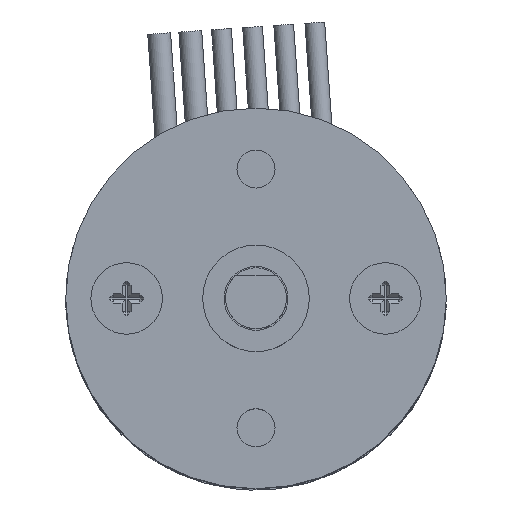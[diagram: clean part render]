
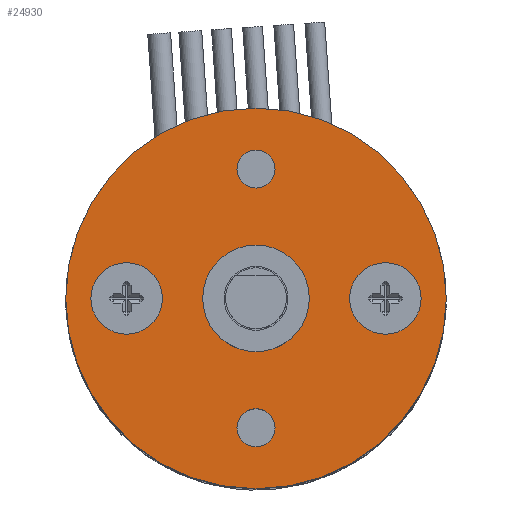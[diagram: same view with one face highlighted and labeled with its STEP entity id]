
A CAD part, top view. The second image highlights one B-rep face of the part: STEP entity #24930.
In plain terms, the highlighted planar face has unit normal (0, 0, 1).
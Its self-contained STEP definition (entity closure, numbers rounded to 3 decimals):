
#623 = CARTESIAN_POINT ( 'NONE',  ( -3.5, 0., 0. ) ) ;
#1642 = FACE_OUTER_BOUND ( 'NONE', #13745, .T. ) ;
#2097 = EDGE_CURVE ( 'NONE', #18299, #18299, #32978, .T. ) ;
#2190 = DIRECTION ( 'NONE',  ( 1., 0., 0. ) ) ;
#2945 = CARTESIAN_POINT ( 'NONE',  ( 1.25, 8.5, 0. ) ) ;
#3296 = CARTESIAN_POINT ( 'NONE',  ( 1.25, -8.5, 0. ) ) ;
#4029 = AXIS2_PLACEMENT_3D ( 'NONE', #30926, #15124, #33610 ) ;
#5144 = CARTESIAN_POINT ( 'NONE',  ( 0., -8.5, 0. ) ) ;
#5444 = AXIS2_PLACEMENT_3D ( 'NONE', #12755, #23729, #7843 ) ;
#5626 = DIRECTION ( 'NONE',  ( 0., 0., 1. ) ) ;
#5674 = CARTESIAN_POINT ( 'NONE',  ( 10.85, 0., 0. ) ) ;
#5879 = ORIENTED_EDGE ( 'NONE', *, *, #6054, .F. ) ;
#6054 = EDGE_CURVE ( 'NONE', #17096, #17096, #7181, .T. ) ;
#6575 = ORIENTED_EDGE ( 'NONE', *, *, #14073, .F. ) ;
#7181 = CIRCLE ( 'NONE', #9401, 3.5 ) ;
#7843 = DIRECTION ( 'NONE',  ( -1., 0., 0. ) ) ;
#7867 = EDGE_LOOP ( 'NONE', ( #29092 ) ) ;
#7934 = FACE_BOUND ( 'NONE', #30355, .T. ) ;
#8111 = AXIS2_PLACEMENT_3D ( 'NONE', #12967, #26412, #34310 ) ;
#8338 = EDGE_CURVE ( 'NONE', #12947, #12947, #27720, .T. ) ;
#8762 = FACE_BOUND ( 'NONE', #27467, .T. ) ;
#9401 = AXIS2_PLACEMENT_3D ( 'NONE', #25656, #27885, #20299 ) ;
#10366 = CIRCLE ( 'NONE', #8111, 1.25 ) ;
#11977 = AXIS2_PLACEMENT_3D ( 'NONE', #5144, #18109, #2190 ) ;
#12402 = CIRCLE ( 'NONE', #4029, 12.5 ) ;
#12755 = CARTESIAN_POINT ( 'NONE',  ( -8.5, 0., 0. ) ) ;
#12899 = AXIS2_PLACEMENT_3D ( 'NONE', #22297, #14069, #32705 ) ;
#12947 = VERTEX_POINT ( 'NONE', #5674 ) ;
#12967 = CARTESIAN_POINT ( 'NONE',  ( 0., 8.5, 0. ) ) ;
#13730 = AXIS2_PLACEMENT_3D ( 'NONE', #32132, #5626, #23845 ) ;
#13745 = EDGE_LOOP ( 'NONE', ( #6575 ) ) ;
#13779 = FACE_BOUND ( 'NONE', #24579, .T. ) ;
#14069 = DIRECTION ( 'NONE',  ( 0., 0., -1. ) ) ;
#14073 = EDGE_CURVE ( 'NONE', #32925, #32925, #12402, .T. ) ;
#14483 = EDGE_LOOP ( 'NONE', ( #30068 ) ) ;
#14602 = VERTEX_POINT ( 'NONE', #2945 ) ;
#15124 = DIRECTION ( 'NONE',  ( 0., 0., -1. ) ) ;
#15903 = CIRCLE ( 'NONE', #5444, 2.35 ) ;
#17096 = VERTEX_POINT ( 'NONE', #623 ) ;
#17465 = VERTEX_POINT ( 'NONE', #30318 ) ;
#18109 = DIRECTION ( 'NONE',  ( 0., 0., 1. ) ) ;
#18299 = VERTEX_POINT ( 'NONE', #3296 ) ;
#18860 = CARTESIAN_POINT ( 'NONE',  ( -12.5, 0., 0. ) ) ;
#19886 = EDGE_CURVE ( 'NONE', #14602, #14602, #10366, .T. ) ;
#20299 = DIRECTION ( 'NONE',  ( -1., 0., 0. ) ) ;
#22297 = CARTESIAN_POINT ( 'NONE',  ( 0., 0., 0. ) ) ;
#22884 = FACE_BOUND ( 'NONE', #14483, .T. ) ;
#23729 = DIRECTION ( 'NONE',  ( 0., 0., -1. ) ) ;
#23845 = DIRECTION ( 'NONE',  ( 1., 0., 0. ) ) ;
#24579 = EDGE_LOOP ( 'NONE', ( #5879 ) ) ;
#24930 = ADVANCED_FACE ( 'NONE', ( #29988, #22884, #8762, #1642, #13779, #7934 ), #32355, .F. ) ;
#25656 = CARTESIAN_POINT ( 'NONE',  ( 0., 0., 0. ) ) ;
#26412 = DIRECTION ( 'NONE',  ( 0., 0., 1. ) ) ;
#26480 = ORIENTED_EDGE ( 'NONE', *, *, #33497, .T. ) ;
#27467 = EDGE_LOOP ( 'NONE', ( #27674 ) ) ;
#27674 = ORIENTED_EDGE ( 'NONE', *, *, #19886, .F. ) ;
#27720 = CIRCLE ( 'NONE', #13730, 2.35 ) ;
#27885 = DIRECTION ( 'NONE',  ( 0., 0., 1. ) ) ;
#29092 = ORIENTED_EDGE ( 'NONE', *, *, #8338, .F. ) ;
#29988 = FACE_BOUND ( 'NONE', #7867, .T. ) ;
#30068 = ORIENTED_EDGE ( 'NONE', *, *, #2097, .F. ) ;
#30318 = CARTESIAN_POINT ( 'NONE',  ( -10.85, 0., 0. ) ) ;
#30355 = EDGE_LOOP ( 'NONE', ( #26480 ) ) ;
#30926 = CARTESIAN_POINT ( 'NONE',  ( 0., 0., 0. ) ) ;
#32132 = CARTESIAN_POINT ( 'NONE',  ( 8.5, 0., 0. ) ) ;
#32355 = PLANE ( 'NONE',  #12899 ) ;
#32705 = DIRECTION ( 'NONE',  ( -1., 0., 0. ) ) ;
#32925 = VERTEX_POINT ( 'NONE', #18860 ) ;
#32978 = CIRCLE ( 'NONE', #11977, 1.25 ) ;
#33497 = EDGE_CURVE ( 'NONE', #17465, #17465, #15903, .T. ) ;
#33610 = DIRECTION ( 'NONE',  ( -1., 0., 0. ) ) ;
#34310 = DIRECTION ( 'NONE',  ( 1., 0., 0. ) ) ;
